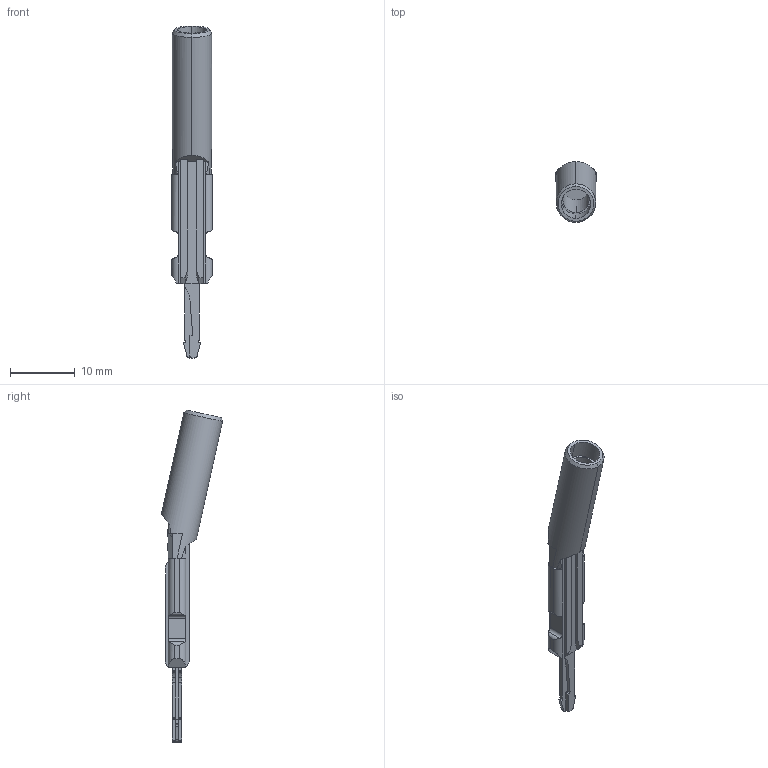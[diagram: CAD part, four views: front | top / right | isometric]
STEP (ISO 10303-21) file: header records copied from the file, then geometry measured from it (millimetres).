
FILE_DESCRIPTION(('CATIA V5 STEP Exchange','CAx-IF Rec.Pracs.--- Model Styling and Organization---1.4--- 2014-01-23'),'2;1');
FILE_NAME ('1348667-1_0', '2021-04-22T06:50:33+00:00', ('none'), ('Weidmueller'), 'CATIA Version 5-6 Release 2016 SP3 HF44', 'CATIA V5 STEP AP214', 'none');
FILE_SCHEMA(('AUTOMOTIVE_DESIGN { 1 0 10303 214 1 1 1 1 }'));
Length unit declared in the file: millimetre
Products named in the file (1): TS_TTB_6_WT
Bounding box: 6.3 x 9.42 x 51.28 mm (x, y, z)
Volume: 755.7 mm3; surface area: 1506.3 mm2
Topology: 6 solids, 6 shells, 184 faces, 499 edges, 331 vertices
Faces by surface type: plane 110, cylinder 70, cone 2, bspline 2
Entity records: 6311 total; most frequent: CARTESIAN_POINT 1886, ORIENTED_EDGE 998, DIRECTION 697, EDGE_CURVE 499, VERTEX_POINT 331, VECTOR 330, LINE 330, AXIS2_PLACEMENT_3D 210
